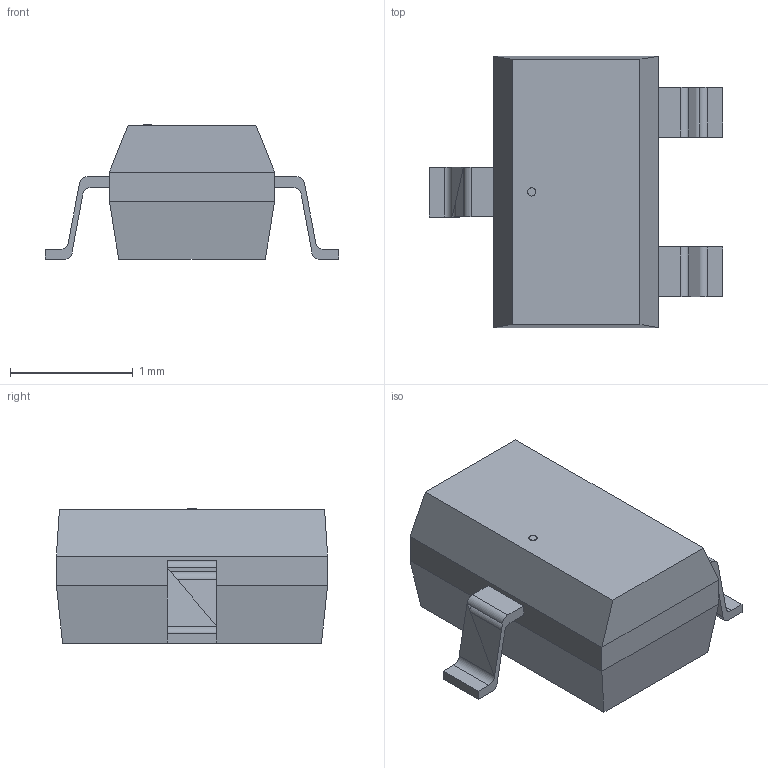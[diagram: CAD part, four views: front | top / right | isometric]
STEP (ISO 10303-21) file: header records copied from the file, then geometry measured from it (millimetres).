
FILE_DESCRIPTION(('STEP AP214'),'1');
FILE_NAME('21-0075C-L','2017-10-01T11:07:43',(''),(''),'','','');
FILE_SCHEMA(('AUTOMOTIVE_DESIGN'));
Length unit declared in the file: millimetre
Products named in the file (1): product
Bounding box: 2.39 x 2.21 x 1.09 mm (x, y, z)
Volume: 0.1 mm3; surface area: 15.4 mm2
Topology: 4 solids, 18 shells, 59 faces, 167 edges, 130 vertices
Faces by surface type: plane 46, cylinder 13
Full cylindrical faces by diameter (mm): 0.067 x1
Entity records: 2056 total; most frequent: CARTESIAN_POINT 360, DIRECTION 320, ORIENTED_EDGE 276, VERTEX_POINT 186, EDGE_CURVE 166, LINE 140, VECTOR 140, AXIS2_PLACEMENT_3D 90
